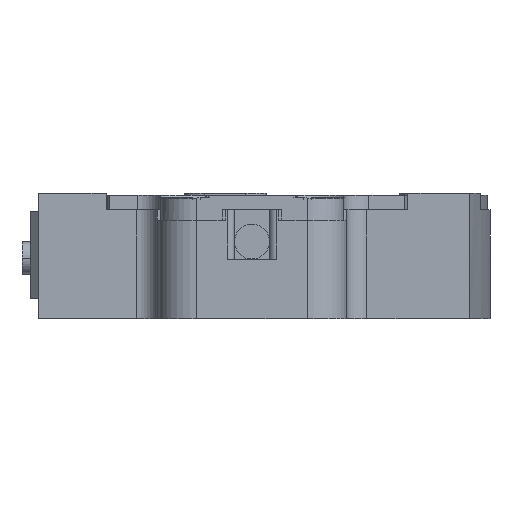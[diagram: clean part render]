
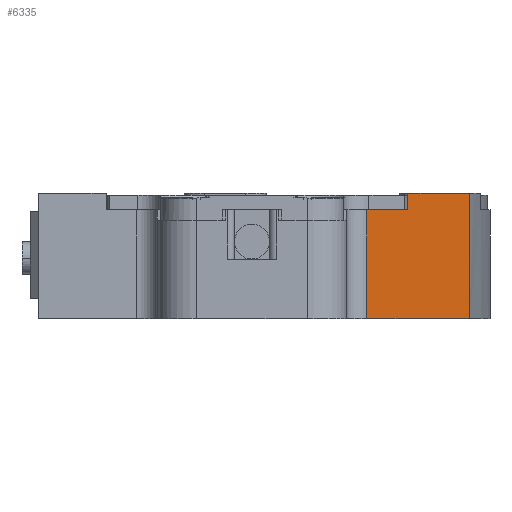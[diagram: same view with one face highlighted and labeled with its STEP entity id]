
A CAD part, front view. The second image highlights one B-rep face of the part: STEP entity #6335.
In plain terms, the highlighted planar face has unit normal (0, -1, 0).
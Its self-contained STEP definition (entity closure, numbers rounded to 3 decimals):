
#2 = CARTESIAN_POINT ( 'NONE',  ( 22.396, -8.7, 5.1 ) ) ;
#70 = VECTOR ( 'NONE', #1678, 1000. ) ;
#128 = ORIENTED_EDGE ( 'NONE', *, *, #7235, .F. ) ;
#364 = ORIENTED_EDGE ( 'NONE', *, *, #5229, .T. ) ;
#413 = VERTEX_POINT ( 'NONE', #2 ) ;
#440 = EDGE_CURVE ( 'NONE', #413, #6401, #4453, .T. ) ;
#583 = DIRECTION ( 'NONE',  ( 0., 0., -1. ) ) ;
#795 = CARTESIAN_POINT ( 'NONE',  ( 1.4, -8.7, 5.1 ) ) ;
#887 = CARTESIAN_POINT ( 'NONE',  ( 19.4, -8.7, 5.1 ) ) ;
#1076 = DIRECTION ( 'NONE',  ( -1., 0., 0. ) ) ;
#1648 = PLANE ( 'NONE',  #6830 ) ;
#1678 = DIRECTION ( 'NONE',  ( 0., 0., 1. ) ) ;
#1833 = VECTOR ( 'NONE', #1076, 1000. ) ;
#1954 = ORIENTED_EDGE ( 'NONE', *, *, #3968, .F. ) ;
#1962 = DIRECTION ( 'NONE',  ( 1., 0., 0. ) ) ;
#2833 = DIRECTION ( 'NONE',  ( 0., 1., 0. ) ) ;
#2860 = LINE ( 'NONE', #3466, #70 ) ;
#2974 = ORIENTED_EDGE ( 'NONE', *, *, #5415, .F. ) ;
#2987 = CARTESIAN_POINT ( 'NONE',  ( 22.396, -8.7, -1. ) ) ;
#3122 = CARTESIAN_POINT ( 'NONE',  ( 1.4, -8.7, 4.3 ) ) ;
#3411 = LINE ( 'NONE', #6443, #1833 ) ;
#3466 = CARTESIAN_POINT ( 'NONE',  ( 17.4, -8.7, 4.3 ) ) ;
#3479 = EDGE_LOOP ( 'NONE', ( #6295, #364, #2974, #1954, #128, #7010 ) ) ;
#3756 = VERTEX_POINT ( 'NONE', #5601 ) ;
#3767 = LINE ( 'NONE', #795, #6967 ) ;
#3824 = VECTOR ( 'NONE', #583, 1000. ) ;
#3968 = EDGE_CURVE ( 'NONE', #3756, #5810, #2860, .T. ) ;
#4286 = LINE ( 'NONE', #3122, #7114 ) ;
#4289 = EDGE_CURVE ( 'NONE', #7096, #413, #3767, .T. ) ;
#4453 = LINE ( 'NONE', #2987, #7457 ) ;
#4704 = VERTEX_POINT ( 'NONE', #4725 ) ;
#4725 = CARTESIAN_POINT ( 'NONE',  ( 19.4, -8.7, 4.3 ) ) ;
#4979 = DIRECTION ( 'NONE',  ( 1., 0., 0. ) ) ;
#5229 = EDGE_CURVE ( 'NONE', #7096, #4704, #5614, .T. ) ;
#5415 = EDGE_CURVE ( 'NONE', #5810, #4704, #4286, .T. ) ;
#5601 = CARTESIAN_POINT ( 'NONE',  ( 17.4, -8.7, -1. ) ) ;
#5614 = LINE ( 'NONE', #7127, #3824 ) ;
#5810 = VERTEX_POINT ( 'NONE', #7690 ) ;
#6295 = ORIENTED_EDGE ( 'NONE', *, *, #4289, .F. ) ;
#6335 = ADVANCED_FACE ( 'NONE', ( #7099 ), #1648, .F. ) ;
#6401 = VERTEX_POINT ( 'NONE', #6435 ) ;
#6431 = CARTESIAN_POINT ( 'NONE',  ( 1.4, -8.7, 4.3 ) ) ;
#6435 = CARTESIAN_POINT ( 'NONE',  ( 22.396, -8.7, -1. ) ) ;
#6443 = CARTESIAN_POINT ( 'NONE',  ( 23.4, -8.7, -1. ) ) ;
#6830 = AXIS2_PLACEMENT_3D ( 'NONE', #6431, #2833, #7016 ) ;
#6967 = VECTOR ( 'NONE', #4979, 1000. ) ;
#7010 = ORIENTED_EDGE ( 'NONE', *, *, #440, .F. ) ;
#7016 = DIRECTION ( 'NONE',  ( 0., 0., 1. ) ) ;
#7096 = VERTEX_POINT ( 'NONE', #887 ) ;
#7099 = FACE_OUTER_BOUND ( 'NONE', #3479, .T. ) ;
#7114 = VECTOR ( 'NONE', #1962, 1000. ) ;
#7127 = CARTESIAN_POINT ( 'NONE',  ( 19.4, -8.7, 5.1 ) ) ;
#7171 = DIRECTION ( 'NONE',  ( 0., 0., -1. ) ) ;
#7235 = EDGE_CURVE ( 'NONE', #6401, #3756, #3411, .T. ) ;
#7457 = VECTOR ( 'NONE', #7171, 1000. ) ;
#7690 = CARTESIAN_POINT ( 'NONE',  ( 17.4, -8.7, 4.3 ) ) ;
